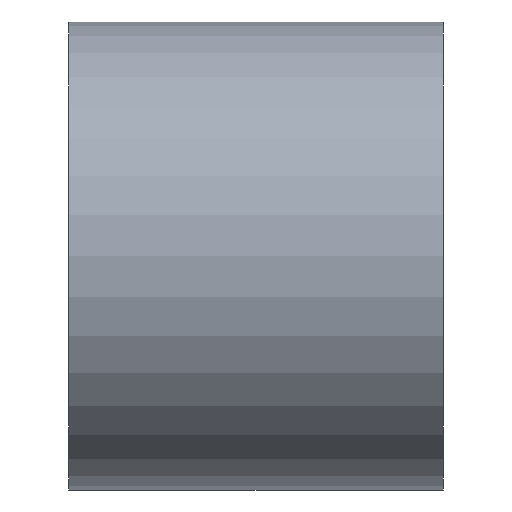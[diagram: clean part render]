
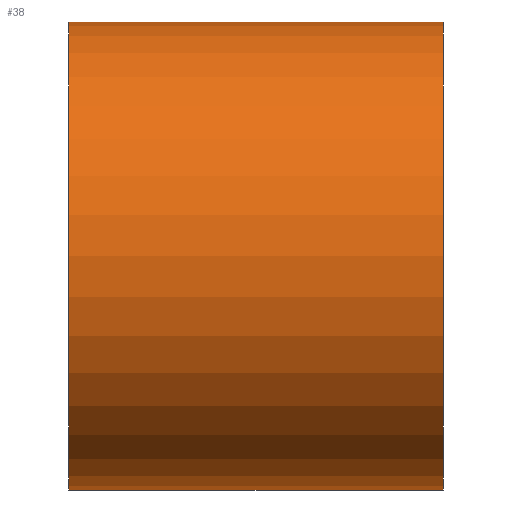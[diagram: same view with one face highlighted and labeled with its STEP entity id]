
A CAD part, left-side view. The second image highlights one B-rep face of the part: STEP entity #38.
In plain terms, the highlighted cylindrical face has radius 3.969 mm (diameter 7.938 mm), a partial arc.
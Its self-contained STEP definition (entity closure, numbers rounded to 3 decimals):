
#19 = DIRECTION ( 'NONE',  ( 0., 1., 0. ) ) ;
#20 = VECTOR ( 'NONE', #202, 1000. ) ;
#33 = DIRECTION ( 'NONE',  ( 0., 0., 1. ) ) ;
#34 = DIRECTION ( 'NONE',  ( 0., 0., -1. ) ) ;
#37 = CARTESIAN_POINT ( 'NONE',  ( 0., 0., 0. ) ) ;
#38 = ADVANCED_FACE ( 'NONE', ( #154 ), #170, .T. ) ;
#39 = CARTESIAN_POINT ( 'NONE',  ( 0., 0., 3.969 ) ) ;
#40 = AXIS2_PLACEMENT_3D ( 'NONE', #214, #215, #219 ) ;
#52 = CARTESIAN_POINT ( 'NONE',  ( 0., 0., -3.969 ) ) ;
#55 = EDGE_CURVE ( 'NONE', #145, #111, #168, .T. ) ;
#56 = ORIENTED_EDGE ( 'NONE', *, *, #55, .T. ) ;
#60 = AXIS2_PLACEMENT_3D ( 'NONE', #37, #19, #33 ) ;
#68 = EDGE_CURVE ( 'NONE', #145, #72, #171, .T. ) ;
#71 = CARTESIAN_POINT ( 'NONE',  ( 0., 6.35, -3.969 ) ) ;
#72 = VERTEX_POINT ( 'NONE', #220 ) ;
#78 = CARTESIAN_POINT ( 'NONE',  ( 0., 6.35, 3.969 ) ) ;
#79 = ORIENTED_EDGE ( 'NONE', *, *, #137, .T. ) ;
#84 = ORIENTED_EDGE ( 'NONE', *, *, #242, .F. ) ;
#100 = EDGE_LOOP ( 'NONE', ( #84, #212, #56, #79 ) ) ;
#105 = AXIS2_PLACEMENT_3D ( 'NONE', #225, #115, #34 ) ;
#111 = VERTEX_POINT ( 'NONE', #52 ) ;
#115 = DIRECTION ( 'NONE',  ( 0., -1., 0. ) ) ;
#120 = LINE ( 'NONE', #78, #20 ) ;
#137 = EDGE_CURVE ( 'NONE', #111, #167, #195, .T. ) ;
#145 = VERTEX_POINT ( 'NONE', #71 ) ;
#154 = FACE_OUTER_BOUND ( 'NONE', #100, .T. ) ;
#167 = VERTEX_POINT ( 'NONE', #39 ) ;
#168 = LINE ( 'NONE', #227, #178 ) ;
#170 = CYLINDRICAL_SURFACE ( 'NONE', #105, 3.969 ) ;
#171 = CIRCLE ( 'NONE', #40, 3.969 ) ;
#178 = VECTOR ( 'NONE', #206, 1000. ) ;
#195 = CIRCLE ( 'NONE', #60, 3.969 ) ;
#202 = DIRECTION ( 'NONE',  ( 0., -1., 0. ) ) ;
#206 = DIRECTION ( 'NONE',  ( 0., -1., 0. ) ) ;
#212 = ORIENTED_EDGE ( 'NONE', *, *, #68, .F. ) ;
#214 = CARTESIAN_POINT ( 'NONE',  ( 0., 6.35, 0. ) ) ;
#215 = DIRECTION ( 'NONE',  ( 0., 1., 0. ) ) ;
#219 = DIRECTION ( 'NONE',  ( 0., 0., 1. ) ) ;
#220 = CARTESIAN_POINT ( 'NONE',  ( 0., 6.35, 3.969 ) ) ;
#225 = CARTESIAN_POINT ( 'NONE',  ( 0., 6.35, 0. ) ) ;
#227 = CARTESIAN_POINT ( 'NONE',  ( 0., 6.35, -3.969 ) ) ;
#242 = EDGE_CURVE ( 'NONE', #72, #167, #120, .T. ) ;
